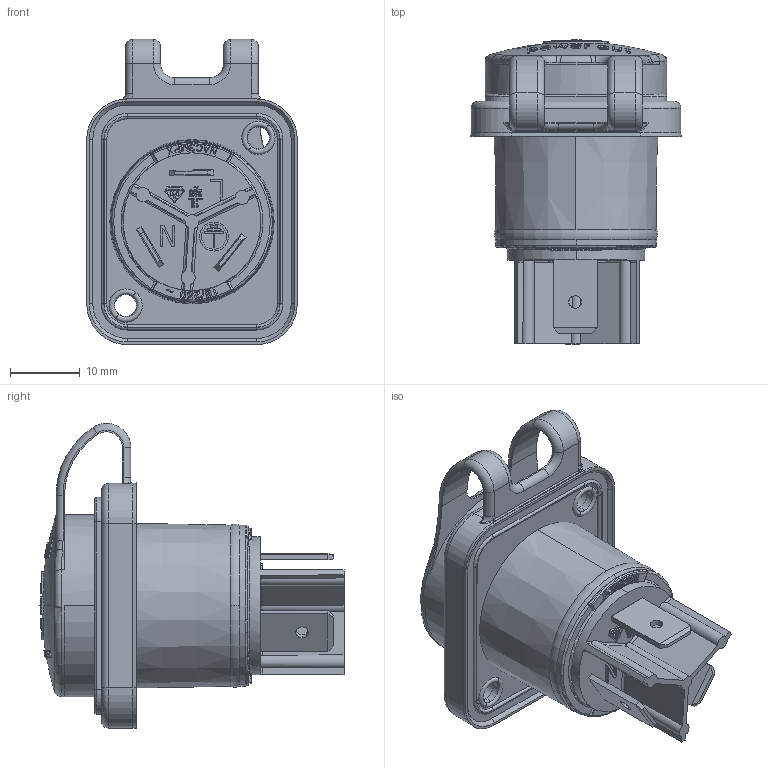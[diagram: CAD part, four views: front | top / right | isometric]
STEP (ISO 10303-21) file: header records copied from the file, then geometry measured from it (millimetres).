
FILE_DESCRIPTION((''),'2;1');
FILE_NAME('SCNAC-02-SEALING_ASM','2023-06-29T16:54:15',('yuj'),(''),'CREO PARAMETRIC BY PTC INC, 2021184','CREO PARAMETRIC BY PTC INC, 2021184','');
FILE_SCHEMA(('AUTOMOTIVE_DESIGN { 1 0 10303 214 1 1 1 1 }'));
Length unit declared in the file: millimetre
Products named in the file (10): 91219451_1; 91419571_1; 91219461_1; 91424161_1; 91901310_AF0_1; NAC3MPX-TOP_ASM_1_ASM; NAC3MPX-TOP_ASM_ASM; 025_1; SCNAC-02_B_ASM; SCNAC-02-SEALING_ASM
Assembly tree (11 placements, depth 4):
  SCNAC-02-SEALING_ASM
    NAC3MPX-TOP_ASM_ASM
      NAC3MPX-TOP_ASM_1_ASM
        91219451_1
        91419571_1  x3
        91219461_1
        91424161_1
        91901310_AF0_1
    SCNAC-02_B_ASM
      025_1
Bounding box: 30.14 x 43.5 x 43.65 mm (x, y, z)
Volume: 10643.6 mm3; surface area: 16889.5 mm2
Topology: 11 solids, 11 shells, 2971 faces, 8167 edges, 5285 vertices
Faces by surface type: plane 1399, cylinder 461, extrusion 406, torus 268, bspline 243, cone 126, sphere 68
Entity records: 104935 total; most frequent: CARTESIAN_POINT 33209, ORIENTED_EDGE 15650, DIRECTION 13387, EDGE_CURVE 7825, VERTEX_POINT 5105, AXIS2_PLACEMENT_3D 4632, VECTOR 4096, LINE 3690
